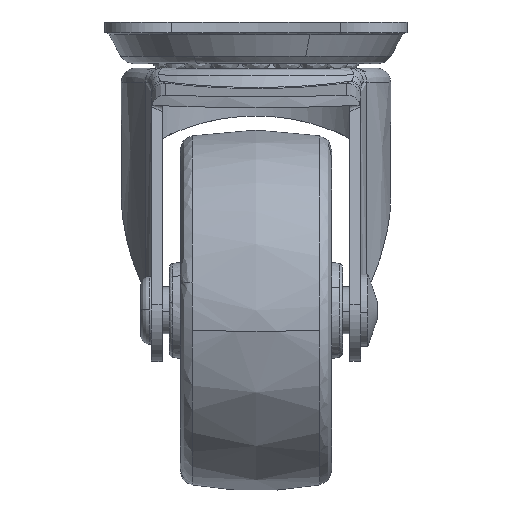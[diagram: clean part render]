
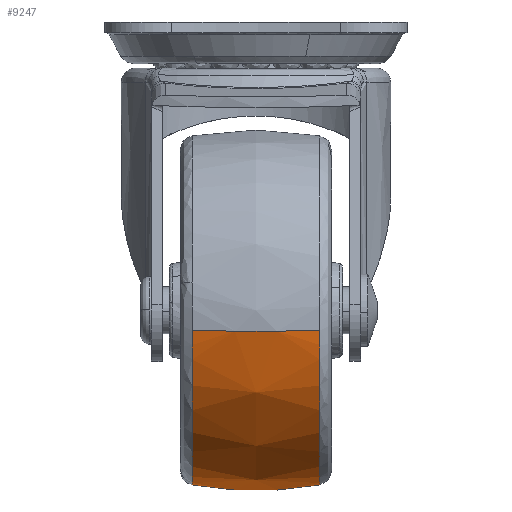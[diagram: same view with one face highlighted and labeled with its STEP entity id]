
A CAD part, left-side view. The second image highlights one B-rep face of the part: STEP entity #9247.
In plain terms, the highlighted free-form (B-spline) face has degree [2, 2] with [5, 5] control points.
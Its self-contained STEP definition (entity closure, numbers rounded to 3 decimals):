
#8460=CARTESIAN_POINT('',(-45.048,-8.854,-41.295));
#8461=VERTEX_POINT('',#8460);
#8477=CARTESIAN_POINT('',(-21.0,-8.854,-62.71));
#8478=VERTEX_POINT('',#8477);
#8479=CARTESIAN_POINT('',(-21.0,-8.854,-62.71));
#8480=CARTESIAN_POINT('',(-42.559,-8.854,-62.71));
#8481=CARTESIAN_POINT('',(-45.048,-8.854,-41.295));
#8489=(BOUNDED_CURVE()B_SPLINE_CURVE(2,(#8479,#8480,#8481),.UNSPECIFIED.,.F.,.U.)B_SPLINE_CURVE_WITH_KNOTS((3,3),(0.5,0.73),.UNSPECIFIED.)CURVE()GEOMETRIC_REPRESENTATION_ITEM()RATIONAL_B_SPLINE_CURVE((1.0,0.731,0.957))REPRESENTATION_ITEM(''));
#8490=EDGE_CURVE('',#8478,#8461,#8489,.T.);
#8600=CARTESIAN_POINT('',(-21.0,8.854,-62.71));
#8601=VERTEX_POINT('',#8600);
#8615=CARTESIAN_POINT('',(-45.048,8.854,-41.295));
#8616=VERTEX_POINT('',#8615);
#8617=CARTESIAN_POINT('',(-21.0,8.854,-62.71));
#8618=CARTESIAN_POINT('',(-42.559,8.854,-62.71));
#8619=CARTESIAN_POINT('',(-45.048,8.854,-41.295));
#8627=(BOUNDED_CURVE()B_SPLINE_CURVE(2,(#8617,#8618,#8619),.UNSPECIFIED.,.F.,.U.)B_SPLINE_CURVE_WITH_KNOTS((3,3),(0.5,0.73),.UNSPECIFIED.)CURVE()GEOMETRIC_REPRESENTATION_ITEM()RATIONAL_B_SPLINE_CURVE((1.0,0.731,0.957))REPRESENTATION_ITEM(''));
#8628=EDGE_CURVE('',#8601,#8616,#8627,.T.);
#9171=CARTESIAN_POINT('',(-21.,8.854,-62.71));
#9172=CARTESIAN_POINT('',(-21.0,4.462,-63.5));
#9173=CARTESIAN_POINT('',(-21.0,0.,-63.5));
#9174=CARTESIAN_POINT('',(-21.,-4.462,-63.5));
#9175=CARTESIAN_POINT('',(-21.,-8.854,-62.71));
#9183=(BOUNDED_CURVE()B_SPLINE_CURVE(2,(#9171,#9172,#9173,#9174,#9175),.UNSPECIFIED.,.F.,.U.)B_SPLINE_CURVE_WITH_KNOTS((3,2,3),(0.413,0.5,0.587),.UNSPECIFIED.)CURVE()GEOMETRIC_REPRESENTATION_ITEM()RATIONAL_B_SPLINE_CURVE((0.961,0.977,1.0,0.977,0.961))REPRESENTATION_ITEM(''));
#9184=EDGE_CURVE('',#8601,#8478,#9183,.T.);
#9190=CARTESIAN_POINT('',(-45.048,8.854,-41.295));
#9191=CARTESIAN_POINT('',(-45.833,4.462,-41.387));
#9192=CARTESIAN_POINT('',(-45.833,0.,-41.387));
#9193=CARTESIAN_POINT('',(-45.833,-4.462,-41.387));
#9194=CARTESIAN_POINT('',(-45.048,-8.854,-41.295));
#9202=(BOUNDED_CURVE()B_SPLINE_CURVE(2,(#9190,#9191,#9192,#9193,#9194),.UNSPECIFIED.,.F.,.U.)B_SPLINE_CURVE_WITH_KNOTS((3,2,3),(0.413,0.5,0.587),.UNSPECIFIED.)CURVE()GEOMETRIC_REPRESENTATION_ITEM()RATIONAL_B_SPLINE_CURVE((0.92,0.935,0.957,0.935,0.92))REPRESENTATION_ITEM(''));
#9203=EDGE_CURVE('',#8616,#8461,#9202,.T.);
#9208=CARTESIAN_POINT('',(-20.844,9.745,-62.541));
#9209=CARTESIAN_POINT('',(-20.838,4.92,-63.5));
#9210=CARTESIAN_POINT('',(-20.838,0.,-63.5));
#9211=CARTESIAN_POINT('',(-20.838,-4.92,-63.5));
#9212=CARTESIAN_POINT('',(-20.844,-9.745,-62.541));
#9213=CARTESIAN_POINT('',(-20.922,9.745,-62.541));
#9214=CARTESIAN_POINT('',(-20.919,4.92,-63.5));
#9215=CARTESIAN_POINT('',(-20.919,0.,-63.5));
#9216=CARTESIAN_POINT('',(-20.919,-4.92,-63.5));
#9217=CARTESIAN_POINT('',(-20.922,-9.745,-62.541));
#9218=CARTESIAN_POINT('',(-42.408,9.745,-62.541));
#9219=CARTESIAN_POINT('',(-43.262,4.92,-63.5));
#9220=CARTESIAN_POINT('',(-43.262,0.,-63.5));
#9221=CARTESIAN_POINT('',(-43.262,-4.92,-63.5));
#9222=CARTESIAN_POINT('',(-42.408,-9.745,-62.541));
#9223=CARTESIAN_POINT('',(-44.89,9.745,-41.195));
#9224=CARTESIAN_POINT('',(-45.843,4.92,-41.302));
#9225=CARTESIAN_POINT('',(-45.843,0.,-41.302));
#9226=CARTESIAN_POINT('',(-45.843,-4.92,-41.302));
#9227=CARTESIAN_POINT('',(-44.89,-9.745,-41.195));
#9228=CARTESIAN_POINT('',(-44.899,9.745,-41.114));
#9229=CARTESIAN_POINT('',(-45.852,4.92,-41.218));
#9230=CARTESIAN_POINT('',(-45.852,0.,-41.218));
#9231=CARTESIAN_POINT('',(-45.852,-4.92,-41.218));
#9232=CARTESIAN_POINT('',(-44.899,-9.745,-41.114));
#9240=(BOUNDED_SURFACE()B_SPLINE_SURFACE(2,2,((#9208,#9213,#9218,#9223,#9228),(#9209,#9214,#9219,#9224,#9229),(#9210,#9215,#9220,#9225,#9230),(#9211,#9216,#9221,#9226,#9231),(#9212,#9217,#9222,#9227,#9232)),.UNSPECIFIED.,.F.,.F.,.U.)B_SPLINE_SURFACE_WITH_KNOTS((3,2,3),(3,1,1,3),(0.0,10.002,20.005),(0.0,0.19,38.256,38.447),.UNSPECIFIED.)GEOMETRIC_REPRESENTATION_ITEM()RATIONAL_B_SPLINE_SURFACE(((0.961,0.96,0.7,0.918,0.919),(0.977,0.976,0.712,0.933,0.935),(1.003,1.001,0.731,0.958,0.959),(0.977,0.976,0.712,0.933,0.935),(0.961,0.96,0.7,0.918,0.919)))REPRESENTATION_ITEM('')SURFACE());
#9241=ORIENTED_EDGE('',*,*,#8490,.T.);
#9242=ORIENTED_EDGE('',*,*,#9203,.F.);
#9243=ORIENTED_EDGE('',*,*,#8628,.F.);
#9244=ORIENTED_EDGE('',*,*,#9184,.T.);
#9245=EDGE_LOOP('',(#9241,#9242,#9243,#9244));
#9246=FACE_OUTER_BOUND('',#9245,.T.);
#9247=ADVANCED_FACE('',(#9246),#9240,.T.);
